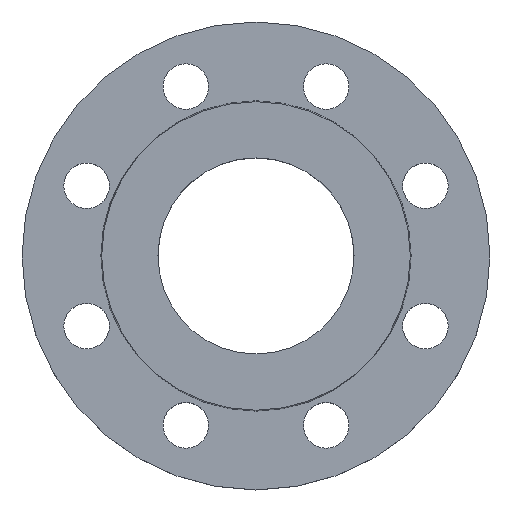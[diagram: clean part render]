
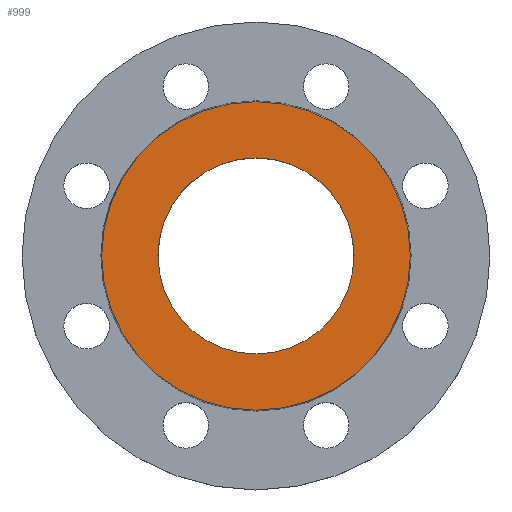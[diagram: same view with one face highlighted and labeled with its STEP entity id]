
A CAD part, top view. The second image highlights one B-rep face of the part: STEP entity #999.
In plain terms, the highlighted planar face has unit normal (0, 0, 1).
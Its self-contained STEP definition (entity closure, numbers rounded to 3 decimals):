
#32 = DIRECTION ( 'NONE',  ( 0., 0., 1. ) ) ;
#33 = CARTESIAN_POINT ( 'NONE',  ( 0., 0., 0. ) ) ;
#36 = PLANE ( 'NONE',  #407 ) ;
#39 = EDGE_CURVE ( 'NONE', #1013, #928, #317, .T. ) ;
#62 = AXIS2_PLACEMENT_3D ( 'NONE', #653, #658, #659 ) ;
#81 = CARTESIAN_POINT ( 'NONE',  ( 38.75, 0., 0. ) ) ;
#89 = DIRECTION ( 'NONE',  ( 1., 0., 0. ) ) ;
#91 = FACE_OUTER_BOUND ( 'NONE', #595, .T. ) ;
#92 = FACE_BOUND ( 'NONE', #782, .T. ) ;
#131 = CARTESIAN_POINT ( 'NONE',  ( -38.75, 0., 0. ) ) ;
#151 = DIRECTION ( 'NONE',  ( -1., 0., 0. ) ) ;
#155 = DIRECTION ( 'NONE',  ( 0., 0., -1. ) ) ;
#156 = CARTESIAN_POINT ( 'NONE',  ( 0., 0., 0. ) ) ;
#251 = CARTESIAN_POINT ( 'NONE',  ( -61., 0., 0. ) ) ;
#295 = CARTESIAN_POINT ( 'NONE',  ( 61., 0., 0. ) ) ;
#300 = AXIS2_PLACEMENT_3D ( 'NONE', #156, #155, #151 ) ;
#317 = CIRCLE ( 'NONE', #62, 38.75 ) ;
#385 = DIRECTION ( 'NONE',  ( -1., 0., 0. ) ) ;
#386 = DIRECTION ( 'NONE',  ( 0., 0., -1. ) ) ;
#387 = CARTESIAN_POINT ( 'NONE',  ( 0., 0., 0. ) ) ;
#394 = CIRCLE ( 'NONE', #300, 61. ) ;
#407 = AXIS2_PLACEMENT_3D ( 'NONE', #33, #32, #89 ) ;
#432 = DIRECTION ( 'NONE',  ( 1., 0., 0. ) ) ;
#433 = DIRECTION ( 'NONE',  ( 0., 0., 1. ) ) ;
#434 = CARTESIAN_POINT ( 'NONE',  ( 0., 0., 0. ) ) ;
#494 = EDGE_CURVE ( 'NONE', #928, #1013, #772, .T. ) ;
#553 = CIRCLE ( 'NONE', #721, 61. ) ;
#556 = EDGE_CURVE ( 'NONE', #778, #677, #553, .T. ) ;
#595 = EDGE_LOOP ( 'NONE', ( #915, #916 ) ) ;
#653 = CARTESIAN_POINT ( 'NONE',  ( 0., 0., 0. ) ) ;
#658 = DIRECTION ( 'NONE',  ( 0., 0., 1. ) ) ;
#659 = DIRECTION ( 'NONE',  ( 1., 0., 0. ) ) ;
#677 = VERTEX_POINT ( 'NONE', #295 ) ;
#721 = AXIS2_PLACEMENT_3D ( 'NONE', #387, #386, #385 ) ;
#750 = AXIS2_PLACEMENT_3D ( 'NONE', #434, #433, #432 ) ;
#772 = CIRCLE ( 'NONE', #750, 38.75 ) ;
#778 = VERTEX_POINT ( 'NONE', #251 ) ;
#782 = EDGE_LOOP ( 'NONE', ( #913, #914 ) ) ;
#913 = ORIENTED_EDGE ( 'NONE', *, *, #39, .F. ) ;
#914 = ORIENTED_EDGE ( 'NONE', *, *, #494, .F. ) ;
#915 = ORIENTED_EDGE ( 'NONE', *, *, #556, .F. ) ;
#916 = ORIENTED_EDGE ( 'NONE', *, *, #918, .F. ) ;
#918 = EDGE_CURVE ( 'NONE', #677, #778, #394, .T. ) ;
#928 = VERTEX_POINT ( 'NONE', #131 ) ;
#999 = ADVANCED_FACE ( 'NONE', ( #92, #91 ), #36, .T. ) ;
#1013 = VERTEX_POINT ( 'NONE', #81 ) ;
